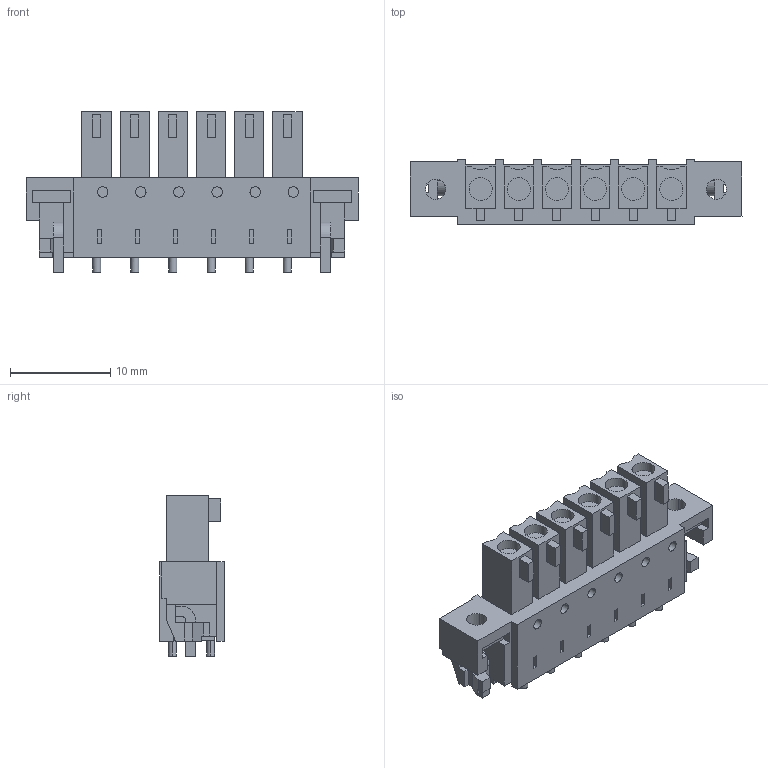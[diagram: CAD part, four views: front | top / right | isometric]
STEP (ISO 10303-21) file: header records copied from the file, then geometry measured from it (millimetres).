
FILE_DESCRIPTION(('CATIA V5 STEP Exchange','CAx-IF Rec.Pracs.--- Model Styling and Organization---1.4--- 2014-01-23'),'2;1');
FILE_NAME ('D1447099_1_1029310000_1029310000.stp','2023-04-28T10:35:17+00:00',('none'),('Weidmueller'),'CATIA Version 5-6 Release 2016 SP3 HF44','CATIA V5 STEP AP214','none');
FILE_SCHEMA(('AUTOMOTIVE_DESIGN { 1 0 10303 214 1 1 1 1 }'));
Length unit declared in the file: millimetre
Products named in the file (1): 1029310000
Bounding box: 33.16 x 6.45 x 16 mm (x, y, z)
Volume: 1729.3 mm3; surface area: 2078.8 mm2
Topology: 15 solids, 15 shells, 498 faces, 1256 edges, 816 vertices
Faces by surface type: plane 436, cylinder 62
Entity records: 14149 total; most frequent: CARTESIAN_POINT 2638, ORIENTED_EDGE 2512, DIRECTION 1851, EDGE_CURVE 1256, VECTOR 1108, LINE 1108, VERTEX_POINT 816, EDGE_LOOP 534
